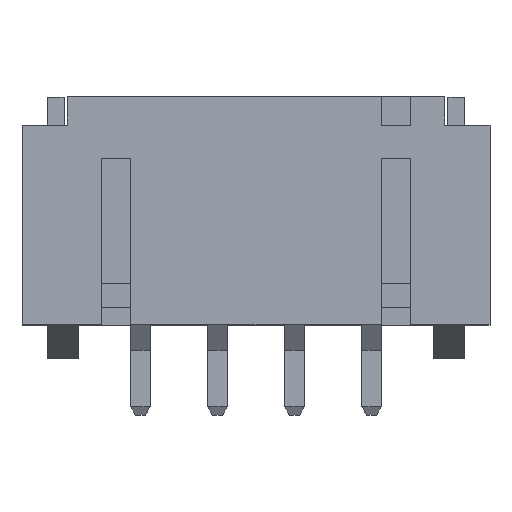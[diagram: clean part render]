
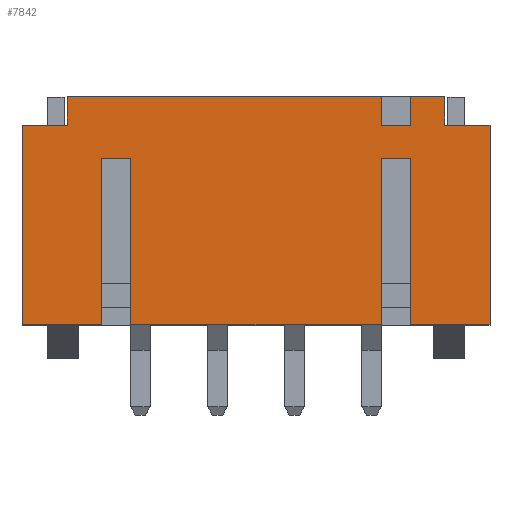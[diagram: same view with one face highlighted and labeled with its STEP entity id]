
A CAD part, top view. The second image highlights one B-rep face of the part: STEP entity #7842.
In plain terms, the highlighted planar face has unit normal (0, 0, 1).
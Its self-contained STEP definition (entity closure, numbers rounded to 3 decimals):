
#358=ORIENTED_EDGE('',*,*,#2003,.F.);
#359=ORIENTED_EDGE('',*,*,#2004,.T.);
#360=ORIENTED_EDGE('',*,*,#2005,.T.);
#361=ORIENTED_EDGE('',*,*,#2006,.T.);
#362=ORIENTED_EDGE('',*,*,#2007,.F.);
#363=ORIENTED_EDGE('',*,*,#2008,.F.);
#364=ORIENTED_EDGE('',*,*,#2009,.T.);
#365=ORIENTED_EDGE('',*,*,#2010,.T.);
#366=ORIENTED_EDGE('',*,*,#2011,.T.);
#367=ORIENTED_EDGE('',*,*,#2012,.T.);
#368=ORIENTED_EDGE('',*,*,#2013,.T.);
#369=ORIENTED_EDGE('',*,*,#2014,.T.);
#370=ORIENTED_EDGE('',*,*,#2015,.T.);
#371=ORIENTED_EDGE('',*,*,#2016,.T.);
#372=ORIENTED_EDGE('',*,*,#2017,.T.);
#373=ORIENTED_EDGE('',*,*,#2018,.T.);
#374=ORIENTED_EDGE('',*,*,#2019,.T.);
#375=ORIENTED_EDGE('',*,*,#2020,.T.);
#376=ORIENTED_EDGE('',*,*,#2021,.F.);
#377=ORIENTED_EDGE('',*,*,#2022,.T.);
#2003=EDGE_CURVE('',#2825,#2826,#3364,.T.);
#2004=EDGE_CURVE('',#2825,#2827,#3365,.T.);
#2005=EDGE_CURVE('',#2827,#2828,#3366,.T.);
#2006=EDGE_CURVE('',#2828,#2829,#3367,.T.);
#2007=EDGE_CURVE('',#2830,#2829,#3368,.T.);
#2008=EDGE_CURVE('',#2831,#2830,#3369,.T.);
#2009=EDGE_CURVE('',#2831,#2832,#3370,.T.);
#2010=EDGE_CURVE('',#2832,#2833,#3371,.T.);
#2011=EDGE_CURVE('',#2833,#2834,#3372,.T.);
#2012=EDGE_CURVE('',#2834,#2835,#3373,.T.);
#2013=EDGE_CURVE('',#2835,#2836,#3374,.T.);
#2014=EDGE_CURVE('',#2836,#2837,#3375,.T.);
#2015=EDGE_CURVE('',#2837,#2838,#3376,.T.);
#2016=EDGE_CURVE('',#2838,#2839,#3377,.T.);
#2017=EDGE_CURVE('',#2839,#2840,#3378,.T.);
#2018=EDGE_CURVE('',#2840,#2841,#3379,.T.);
#2019=EDGE_CURVE('',#2841,#2842,#3380,.T.);
#2020=EDGE_CURVE('',#2842,#2843,#3381,.T.);
#2021=EDGE_CURVE('',#2844,#2843,#3382,.T.);
#2022=EDGE_CURVE('',#2844,#2826,#3383,.T.);
#2825=VERTEX_POINT('',#9670);
#2826=VERTEX_POINT('',#9671);
#2827=VERTEX_POINT('',#9673);
#2828=VERTEX_POINT('',#9675);
#2829=VERTEX_POINT('',#9677);
#2830=VERTEX_POINT('',#9679);
#2831=VERTEX_POINT('',#9681);
#2832=VERTEX_POINT('',#9683);
#2833=VERTEX_POINT('',#9685);
#2834=VERTEX_POINT('',#9687);
#2835=VERTEX_POINT('',#9689);
#2836=VERTEX_POINT('',#9691);
#2837=VERTEX_POINT('',#9693);
#2838=VERTEX_POINT('',#9695);
#2839=VERTEX_POINT('',#9697);
#2840=VERTEX_POINT('',#9699);
#2841=VERTEX_POINT('',#9701);
#2842=VERTEX_POINT('',#9703);
#2843=VERTEX_POINT('',#9705);
#2844=VERTEX_POINT('',#9707);
#3364=LINE('',#9669,#3921);
#3365=LINE('',#9672,#3922);
#3366=LINE('',#9674,#3923);
#3367=LINE('',#9676,#3924);
#3368=LINE('',#9678,#3925);
#3369=LINE('',#9680,#3926);
#3370=LINE('',#9682,#3927);
#3371=LINE('',#9684,#3928);
#3372=LINE('',#9686,#3929);
#3373=LINE('',#9688,#3930);
#3374=LINE('',#9690,#3931);
#3375=LINE('',#9692,#3932);
#3376=LINE('',#9694,#3933);
#3377=LINE('',#9696,#3934);
#3378=LINE('',#9698,#3935);
#3379=LINE('',#9700,#3936);
#3380=LINE('',#9702,#3937);
#3381=LINE('',#9704,#3938);
#3382=LINE('',#9706,#3939);
#3383=LINE('',#9708,#3940);
#3921=VECTOR('',#8514,1000.);
#3922=VECTOR('',#8515,1000.);
#3923=VECTOR('',#8516,1000.);
#3924=VECTOR('',#8517,1000.);
#3925=VECTOR('',#8518,1000.);
#3926=VECTOR('',#8519,1000.);
#3927=VECTOR('',#8520,1000.);
#3928=VECTOR('',#8521,1000.);
#3929=VECTOR('',#8522,1000.);
#3930=VECTOR('',#8523,1000.);
#3931=VECTOR('',#8524,1000.);
#3932=VECTOR('',#8525,1000.);
#3933=VECTOR('',#8526,1000.);
#3934=VECTOR('',#8527,1000.);
#3935=VECTOR('',#8528,1000.);
#3936=VECTOR('',#8529,1000.);
#3937=VECTOR('',#8530,1000.);
#3938=VECTOR('',#8531,1000.);
#3939=VECTOR('',#8532,1000.);
#3940=VECTOR('',#8533,1000.);
#4471=EDGE_LOOP('',(#358,#359,#360,#361,#362,#363,#364,#365,#366,#367,#368,
#369,#370,#371,#372,#373,#374,#375,#376,#377));
#4832=FACE_BOUND('',#4471,.T.);
#5193=PLANE('',#8203);
#7842=ADVANCED_FACE('',(#4832),#5193,.T.);
#8203=AXIS2_PLACEMENT_3D('',#9668,#8512,#8513);
#8512=DIRECTION('',(0.,0.,1.));
#8513=DIRECTION('',(1.,0.,0.));
#8514=DIRECTION('',(1.,0.,0.));
#8515=DIRECTION('',(0.,-1.,0.));
#8516=DIRECTION('',(-1.,0.,0.));
#8517=DIRECTION('',(0.,1.,0.));
#8518=DIRECTION('',(1.,0.,0.));
#8519=DIRECTION('',(0.,1.,0.));
#8520=DIRECTION('',(-1.,0.,0.));
#8521=DIRECTION('',(0.,-1.,0.));
#8522=DIRECTION('',(1.,0.,0.));
#8523=DIRECTION('',(0.,1.,0.));
#8524=DIRECTION('',(1.,0.,0.));
#8525=DIRECTION('',(0.,-1.,0.));
#8526=DIRECTION('',(1.,0.,0.));
#8527=DIRECTION('',(0.,1.,0.));
#8528=DIRECTION('',(1.,0.,0.));
#8529=DIRECTION('',(0.,-1.,0.));
#8530=DIRECTION('',(1.,0.,0.));
#8531=DIRECTION('',(0.,1.,0.));
#8532=DIRECTION('',(1.,0.,0.));
#8533=DIRECTION('',(0.,1.,0.));
#9668=CARTESIAN_POINT('',(-4.905,2.337,5.385));
#9669=CARTESIAN_POINT('',(-4.905,8.255,5.385));
#9670=CARTESIAN_POINT('',(4.016,8.255,5.385));
#9671=CARTESIAN_POINT('',(4.905,8.255,5.385));
#9672=CARTESIAN_POINT('',(4.016,8.255,5.385));
#9673=CARTESIAN_POINT('',(4.016,7.521,5.385));
#9674=CARTESIAN_POINT('',(4.016,7.521,5.385));
#9675=CARTESIAN_POINT('',(3.254,7.521,5.385));
#9676=CARTESIAN_POINT('',(3.254,7.521,5.385));
#9677=CARTESIAN_POINT('',(3.254,8.255,5.385));
#9678=CARTESIAN_POINT('',(-4.905,8.255,5.385));
#9679=CARTESIAN_POINT('',(-4.905,8.255,5.385));
#9680=CARTESIAN_POINT('',(-4.905,2.337,5.385));
#9681=CARTESIAN_POINT('',(-4.905,7.521,5.385));
#9682=CARTESIAN_POINT('',(-4.6,7.521,5.385));
#9683=CARTESIAN_POINT('',(-6.073,7.521,5.385));
#9684=CARTESIAN_POINT('',(-6.073,7.521,5.385));
#9685=CARTESIAN_POINT('',(-6.073,2.337,5.385));
#9686=CARTESIAN_POINT('',(-4.905,2.337,5.385));
#9687=CARTESIAN_POINT('',(-4.016,2.337,5.385));
#9688=CARTESIAN_POINT('',(-4.016,2.337,5.385));
#9689=CARTESIAN_POINT('',(-4.016,6.655,5.385));
#9690=CARTESIAN_POINT('',(-4.016,6.655,5.385));
#9691=CARTESIAN_POINT('',(-3.254,6.655,5.385));
#9692=CARTESIAN_POINT('',(-3.254,6.655,5.385));
#9693=CARTESIAN_POINT('',(-3.254,2.337,5.385));
#9694=CARTESIAN_POINT('',(-4.905,2.337,5.385));
#9695=CARTESIAN_POINT('',(3.254,2.337,5.385));
#9696=CARTESIAN_POINT('',(3.254,2.337,5.385));
#9697=CARTESIAN_POINT('',(3.254,6.655,5.385));
#9698=CARTESIAN_POINT('',(3.254,6.655,5.385));
#9699=CARTESIAN_POINT('',(4.016,6.655,5.385));
#9700=CARTESIAN_POINT('',(4.016,6.655,5.385));
#9701=CARTESIAN_POINT('',(4.016,2.337,5.385));
#9702=CARTESIAN_POINT('',(-4.905,2.337,5.385));
#9703=CARTESIAN_POINT('',(6.073,2.337,5.385));
#9704=CARTESIAN_POINT('',(6.073,2.337,5.385));
#9705=CARTESIAN_POINT('',(6.073,7.521,5.385));
#9706=CARTESIAN_POINT('',(4.6,7.521,5.385));
#9707=CARTESIAN_POINT('',(4.905,7.521,5.385));
#9708=CARTESIAN_POINT('',(4.905,2.337,5.385));
